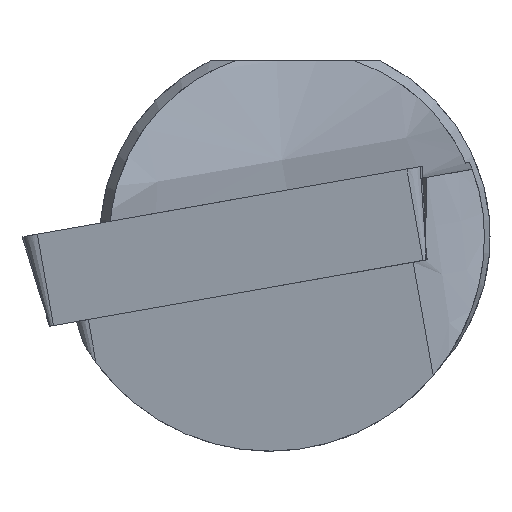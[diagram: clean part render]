
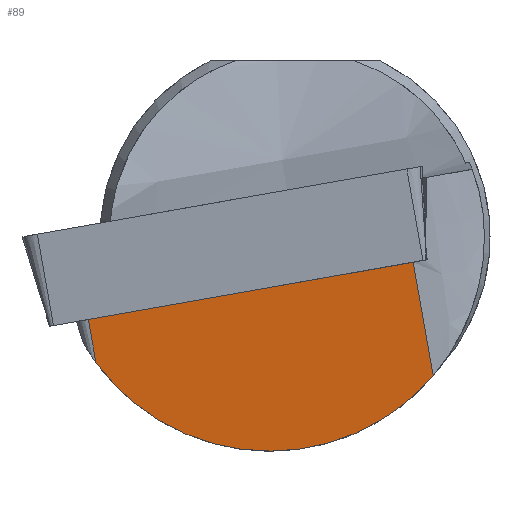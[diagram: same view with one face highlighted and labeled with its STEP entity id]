
A CAD part, left-side view. The second image highlights one B-rep face of the part: STEP entity #89.
In plain terms, the highlighted planar face has unit normal (-0.993, -0.021, -0.12).
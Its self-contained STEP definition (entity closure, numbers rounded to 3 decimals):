
#89=ADVANCED_FACE('',(#137),#121,.T.);
#121=PLANE('',#594);
#137=FACE_OUTER_BOUND('',#168,.T.);
#168=EDGE_LOOP('',(#236,#237,#238,#239));
#225=ELLIPSE('',#593,5.541,5.5);
#236=ORIENTED_EDGE('',*,*,#449,.F.);
#237=ORIENTED_EDGE('',*,*,#450,.F.);
#238=ORIENTED_EDGE('',*,*,#451,.T.);
#239=ORIENTED_EDGE('',*,*,#452,.T.);
#396=VERTEX_POINT('',#816);
#397=VERTEX_POINT('',#817);
#398=VERTEX_POINT('',#819);
#399=VERTEX_POINT('',#821);
#449=EDGE_CURVE('',#396,#397,#525,.T.);
#450=EDGE_CURVE('',#398,#396,#526,.T.);
#451=EDGE_CURVE('',#398,#399,#225,.T.);
#452=EDGE_CURVE('',#399,#397,#527,.T.);
#525=LINE('',#815,#559);
#526=LINE('',#818,#560);
#527=LINE('',#822,#561);
#559=VECTOR('',#656,1.);
#560=VECTOR('',#657,1.);
#561=VECTOR('',#660,1.);
#593=AXIS2_PLACEMENT_3D('',#820,#658,#659);
#594=AXIS2_PLACEMENT_3D('',#823,#661,#662);
#656=DIRECTION('',(0.,-0.985,0.174));
#657=DIRECTION('',(-0.122,0.172,0.977));
#658=DIRECTION('',(-0.993,-0.021,-0.12));
#659=DIRECTION('',(0.122,-0.172,-0.977));
#660=DIRECTION('',(-0.122,0.172,0.977));
#661=DIRECTION('',(-0.993,-0.021,-0.12));
#662=DIRECTION('',(-0.12,0.,0.993));
#815=CARTESIAN_POINT('',(0.492,5.295,-2.125));
#816=CARTESIAN_POINT('',(0.492,5.3,-2.126));
#817=CARTESIAN_POINT('',(0.492,-3.023,-0.659));
#818=CARTESIAN_POINT('',(0.2,5.713,0.218));
#819=CARTESIAN_POINT('',(0.629,5.106,-3.224));
#820=CARTESIAN_POINT('',(0.334,0.65,0.));
#821=CARTESIAN_POINT('',(0.855,-3.536,-3.568));
#822=CARTESIAN_POINT('',(0.2,-2.609,1.685));
#823=CARTESIAN_POINT('',(0.2,5.708,0.219));
